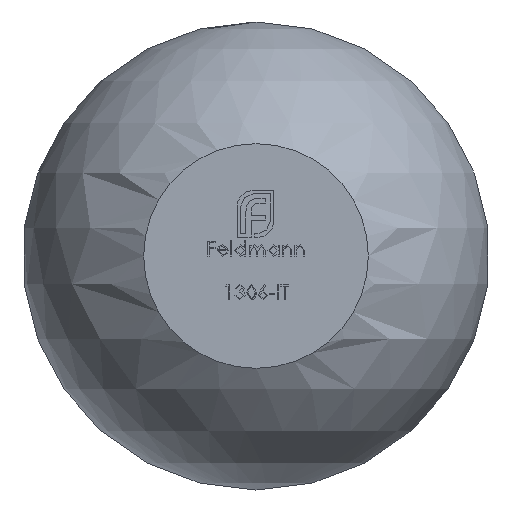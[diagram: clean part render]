
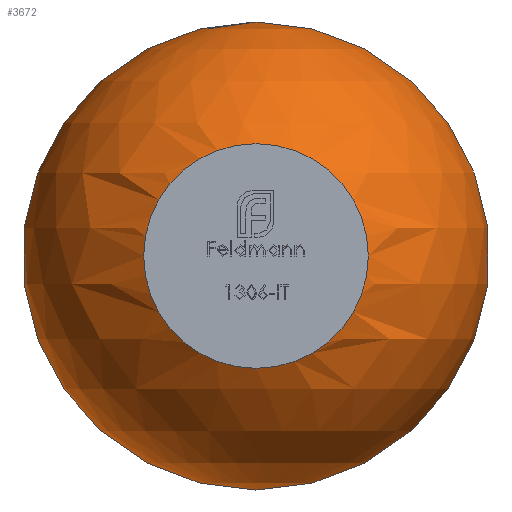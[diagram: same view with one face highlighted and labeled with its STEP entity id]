
A CAD part, front view. The second image highlights one B-rep face of the part: STEP entity #3672.
In plain terms, the highlighted spherical face has radius 12.5 mm.
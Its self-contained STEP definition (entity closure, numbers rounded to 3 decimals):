
#779 = CARTESIAN_POINT ( 'NONE',  ( 0., 987.5, 0. ) ) ;
#780 = CIRCLE ( 'NONE', #7369, 6. ) ;
#914 = AXIS2_PLACEMENT_3D ( 'NONE', #779, #6154, #10616 ) ;
#921 = FACE_OUTER_BOUND ( 'NONE', #6991, .T. ) ;
#2758 = DIRECTION ( 'NONE',  ( 0., -1., 0. ) ) ;
#3401 = CARTESIAN_POINT ( 'NONE',  ( 0., 976.534, -6. ) ) ;
#3666 = DIRECTION ( 'NONE',  ( 0., 0., -1. ) ) ;
#3672 = ADVANCED_FACE ( 'NONE', ( #921 ), #8277, .T. ) ;
#3840 = EDGE_CURVE ( 'NONE', #8398, #8398, #780, .T. ) ;
#5932 = ORIENTED_EDGE ( 'NONE', *, *, #3840, .F. ) ;
#6154 = DIRECTION ( 'NONE',  ( 0., 0., 1. ) ) ;
#6991 = EDGE_LOOP ( 'NONE', ( #5932 ) ) ;
#7369 = AXIS2_PLACEMENT_3D ( 'NONE', #11674, #2758, #3666 ) ;
#8277 = SPHERICAL_SURFACE ( 'NONE', #914, 12.5 ) ;
#8398 = VERTEX_POINT ( 'NONE', #3401 ) ;
#10616 = DIRECTION ( 'NONE',  ( 1., 0., 0. ) ) ;
#11674 = CARTESIAN_POINT ( 'NONE',  ( 0., 976.534, 0. ) ) ;
